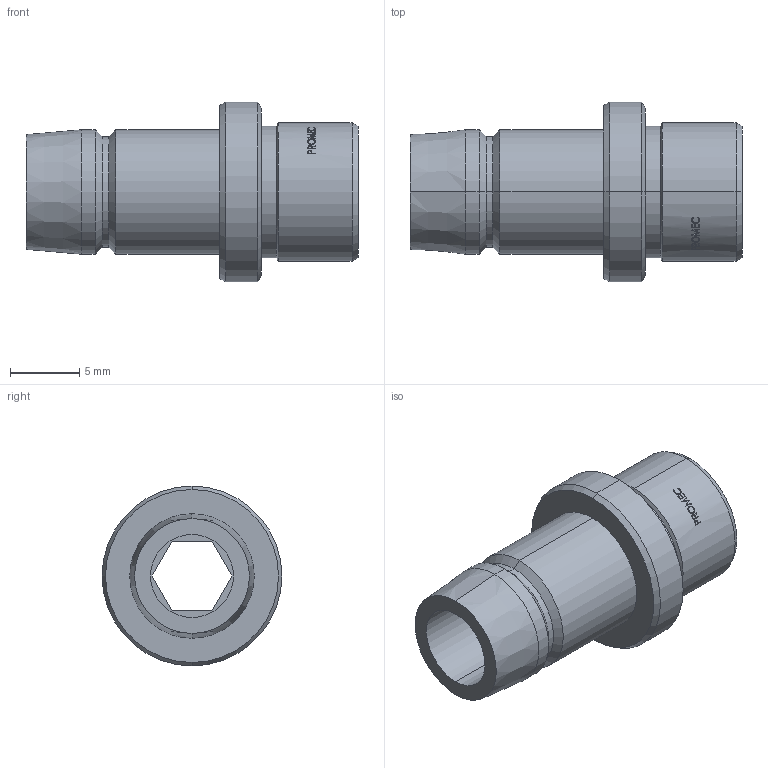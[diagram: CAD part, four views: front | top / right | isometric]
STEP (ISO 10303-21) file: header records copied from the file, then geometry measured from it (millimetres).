
FILE_DESCRIPTION (( 'STEP AP203' ), '1' );
FILE_NAME ('7e4a.STEP', '2022-09-21T17:35:18', ( '' ), ( '' ), 'SwSTEP 2.0', 'SolidWorks 2019', '' );
FILE_SCHEMA (( 'CONFIG_CONTROL_DESIGN' ));
Length unit declared in the file: millimetre
Products named in the file (1): 7e4a
Bounding box: 24 x 13 x 13 mm (x, y, z)
Volume: 1167.5 mm3; surface area: 1384.7 mm2
Topology: 1 solids, 1 shells, 128 faces, 316 edges, 202 vertices
Faces by surface type: plane 49, bspline 42, cylinder 23, cone 14
Entity records: 4843 total; most frequent: CARTESIAN_POINT 2059, ORIENTED_EDGE 632, DIRECTION 430, EDGE_CURVE 316, VERTEX_POINT 202, AXIS2_PLACEMENT_3D 163, EDGE_LOOP 142, B_SPLINE_CURVE_WITH_KNOTS 136
